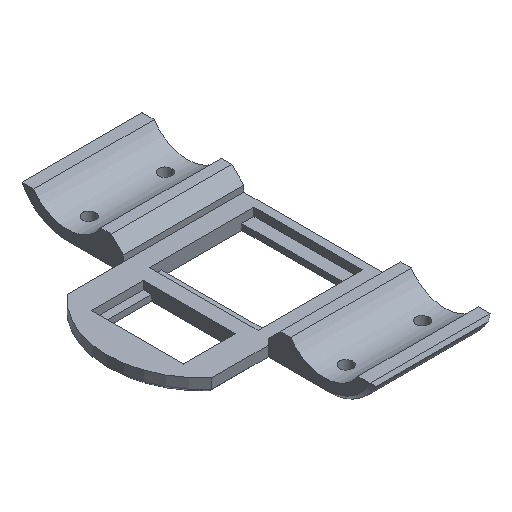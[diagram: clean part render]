
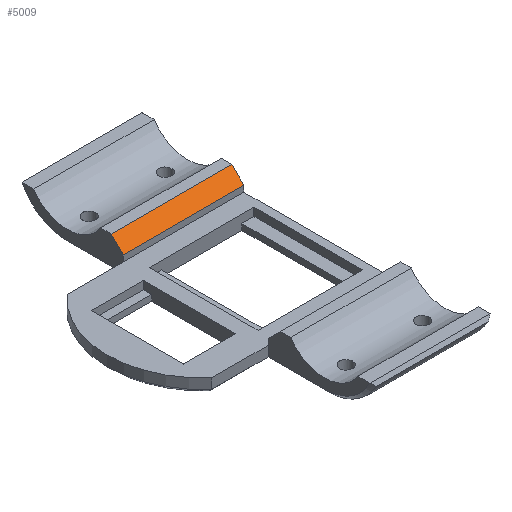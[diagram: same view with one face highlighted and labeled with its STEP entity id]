
A CAD part, isometric view. The second image highlights one B-rep face of the part: STEP entity #5009.
In plain terms, the highlighted planar face has unit normal (0, -0.707, 0.707).
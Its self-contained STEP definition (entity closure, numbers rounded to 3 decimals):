
#1436 = PLANE('',#1437);
#1437 = AXIS2_PLACEMENT_3D('',#1438,#1439,#1440);
#1438 = CARTESIAN_POINT('',(24.,0.,8.973));
#1439 = DIRECTION('',(1.,0.,0.));
#1440 = DIRECTION('',(0.,0.,1.));
#2725 = PLANE('',#2726);
#2726 = AXIS2_PLACEMENT_3D('',#2727,#2728,#2729);
#2727 = CARTESIAN_POINT('',(-6.,30.065,11.726));
#2728 = DIRECTION('',(-1.,0.,0.));
#2729 = DIRECTION('',(0.,0.,-1.));
#3960 = VERTEX_POINT('',#3961);
#3961 = CARTESIAN_POINT('',(24.,21.,8.));
#3974 = PLANE('',#3975);
#3975 = AXIS2_PLACEMENT_3D('',#3976,#3977,#3978);
#3976 = CARTESIAN_POINT('',(-31.,-46.,8.));
#3977 = DIRECTION('',(0.,0.,1.));
#3978 = DIRECTION('',(1.,0.,0.));
#3985 = EDGE_CURVE('',#3986,#3960,#3988,.T.);
#3986 = VERTEX_POINT('',#3987);
#3987 = CARTESIAN_POINT('',(24.,18.,5.));
#3988 = SURFACE_CURVE('',#3989,(#3993,#4000),.PCURVE_S1.);
#3989 = LINE('',#3990,#3991);
#3990 = CARTESIAN_POINT('',(24.,15.243,2.243));
#3991 = VECTOR('',#3992,1.);
#3992 = DIRECTION('',(0.,0.707,0.707)
  );
#3993 = PCURVE('',#1436,#3994);
#3994 = DEFINITIONAL_REPRESENTATION('',(#3995),#3999);
#3995 = LINE('',#3996,#3997);
#3996 = CARTESIAN_POINT('',(-6.73,-15.243));
#3997 = VECTOR('',#3998,1.);
#3998 = DIRECTION('',(0.707,-0.707));
#3999 = ( GEOMETRIC_REPRESENTATION_CONTEXT(2) 
PARAMETRIC_REPRESENTATION_CONTEXT() REPRESENTATION_CONTEXT('2D SPACE',''
  ) );
#4000 = PCURVE('',#4001,#4006);
#4001 = PLANE('',#4002);
#4002 = AXIS2_PLACEMENT_3D('',#4003,#4004,#4005);
#4003 = CARTESIAN_POINT('',(-6.,19.5,6.5));
#4004 = DIRECTION('',(0.,0.707,-0.707));
#4005 = DIRECTION('',(-1.,-0.,-0.));
#4006 = DEFINITIONAL_REPRESENTATION('',(#4007),#4011);
#4007 = LINE('',#4008,#4009);
#4008 = CARTESIAN_POINT('',(-30.,-6.02));
#4009 = VECTOR('',#4010,1.);
#4010 = DIRECTION('',(0.,1.));
#4011 = ( GEOMETRIC_REPRESENTATION_CONTEXT(2) 
PARAMETRIC_REPRESENTATION_CONTEXT() REPRESENTATION_CONTEXT('2D SPACE',''
  ) );
#4029 = PLANE('',#4030);
#4030 = AXIS2_PLACEMENT_3D('',#4031,#4032,#4033);
#4031 = CARTESIAN_POINT('',(-6.,18.,0.));
#4032 = DIRECTION('',(0.,1.,0.));
#4033 = DIRECTION('',(0.,0.,1.));
#4479 = VERTEX_POINT('',#4480);
#4480 = CARTESIAN_POINT('',(-6.,18.,5.));
#4501 = EDGE_CURVE('',#4479,#4502,#4504,.T.);
#4502 = VERTEX_POINT('',#4503);
#4503 = CARTESIAN_POINT('',(-6.,21.,8.));
#4504 = SURFACE_CURVE('',#4505,(#4509,#4516),.PCURVE_S1.);
#4505 = LINE('',#4506,#4507);
#4506 = CARTESIAN_POINT('',(-6.,23.448,10.448));
#4507 = VECTOR('',#4508,1.);
#4508 = DIRECTION('',(0.,0.707,0.707)
  );
#4509 = PCURVE('',#2725,#4510);
#4510 = DEFINITIONAL_REPRESENTATION('',(#4511),#4515);
#4511 = LINE('',#4512,#4513);
#4512 = CARTESIAN_POINT('',(1.278,6.617));
#4513 = VECTOR('',#4514,1.);
#4514 = DIRECTION('',(-0.707,-0.707));
#4515 = ( GEOMETRIC_REPRESENTATION_CONTEXT(2) 
PARAMETRIC_REPRESENTATION_CONTEXT() REPRESENTATION_CONTEXT('2D SPACE',''
  ) );
#4516 = PCURVE('',#4001,#4517);
#4517 = DEFINITIONAL_REPRESENTATION('',(#4518),#4522);
#4518 = LINE('',#4519,#4520);
#4519 = CARTESIAN_POINT('',(-0.,5.583));
#4520 = VECTOR('',#4521,1.);
#4521 = DIRECTION('',(0.,1.));
#4522 = ( GEOMETRIC_REPRESENTATION_CONTEXT(2) 
PARAMETRIC_REPRESENTATION_CONTEXT() REPRESENTATION_CONTEXT('2D SPACE',''
  ) );
#4962 = EDGE_CURVE('',#4502,#3960,#4963,.T.);
#4963 = SURFACE_CURVE('',#4964,(#4968,#4975),.PCURVE_S1.);
#4964 = LINE('',#4965,#4966);
#4965 = CARTESIAN_POINT('',(-6.,21.,8.));
#4966 = VECTOR('',#4967,1.);
#4967 = DIRECTION('',(1.,0.,0.));
#4968 = PCURVE('',#3974,#4969);
#4969 = DEFINITIONAL_REPRESENTATION('',(#4970),#4974);
#4970 = LINE('',#4971,#4972);
#4971 = CARTESIAN_POINT('',(25.,67.));
#4972 = VECTOR('',#4973,1.);
#4973 = DIRECTION('',(1.,0.));
#4974 = ( GEOMETRIC_REPRESENTATION_CONTEXT(2) 
PARAMETRIC_REPRESENTATION_CONTEXT() REPRESENTATION_CONTEXT('2D SPACE',''
  ) );
#4975 = PCURVE('',#4001,#4976);
#4976 = DEFINITIONAL_REPRESENTATION('',(#4977),#4981);
#4977 = LINE('',#4978,#4979);
#4978 = CARTESIAN_POINT('',(-0.,2.121));
#4979 = VECTOR('',#4980,1.);
#4980 = DIRECTION('',(-1.,0.));
#4981 = ( GEOMETRIC_REPRESENTATION_CONTEXT(2) 
PARAMETRIC_REPRESENTATION_CONTEXT() REPRESENTATION_CONTEXT('2D SPACE',''
  ) );
#4989 = EDGE_CURVE('',#4479,#3986,#4990,.T.);
#4990 = SURFACE_CURVE('',#4991,(#4995,#5002),.PCURVE_S1.);
#4991 = LINE('',#4992,#4993);
#4992 = CARTESIAN_POINT('',(-6.,18.,5.));
#4993 = VECTOR('',#4994,1.);
#4994 = DIRECTION('',(1.,0.,0.));
#4995 = PCURVE('',#4029,#4996);
#4996 = DEFINITIONAL_REPRESENTATION('',(#4997),#5001);
#4997 = LINE('',#4998,#4999);
#4998 = CARTESIAN_POINT('',(5.,0.));
#4999 = VECTOR('',#5000,1.);
#5000 = DIRECTION('',(0.,1.));
#5001 = ( GEOMETRIC_REPRESENTATION_CONTEXT(2) 
PARAMETRIC_REPRESENTATION_CONTEXT() REPRESENTATION_CONTEXT('2D SPACE',''
  ) );
#5002 = PCURVE('',#4001,#5003);
#5003 = DEFINITIONAL_REPRESENTATION('',(#5004),#5008);
#5004 = LINE('',#5005,#5006);
#5005 = CARTESIAN_POINT('',(-0.,-2.121));
#5006 = VECTOR('',#5007,1.);
#5007 = DIRECTION('',(-1.,0.));
#5008 = ( GEOMETRIC_REPRESENTATION_CONTEXT(2) 
PARAMETRIC_REPRESENTATION_CONTEXT() REPRESENTATION_CONTEXT('2D SPACE',''
  ) );
#5009 = ADVANCED_FACE('',(#5010),#4001,.F.);
#5010 = FACE_BOUND('',#5011,.T.);
#5011 = EDGE_LOOP('',(#5012,#5013,#5014,#5015));
#5012 = ORIENTED_EDGE('',*,*,#4501,.F.);
#5013 = ORIENTED_EDGE('',*,*,#4989,.T.);
#5014 = ORIENTED_EDGE('',*,*,#3985,.T.);
#5015 = ORIENTED_EDGE('',*,*,#4962,.F.);
